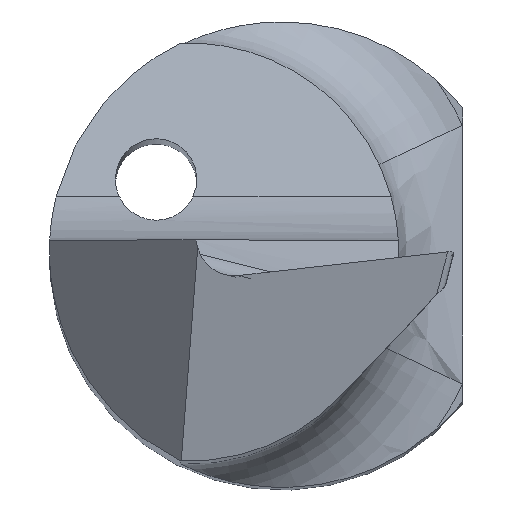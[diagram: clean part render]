
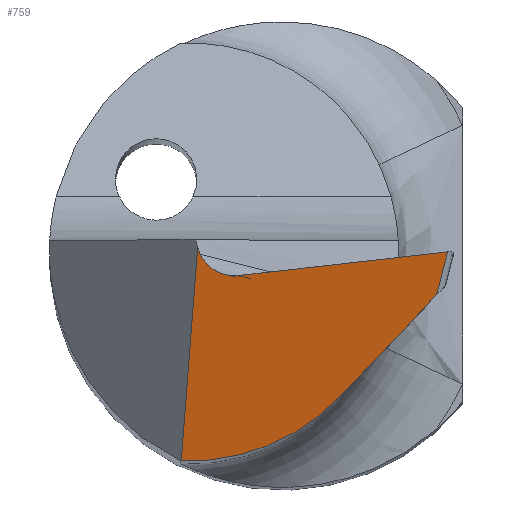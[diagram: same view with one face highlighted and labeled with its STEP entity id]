
A CAD part, top view. The second image highlights one B-rep face of the part: STEP entity #759.
In plain terms, the highlighted planar face has unit normal (-0.122, -0.139, 0.983).
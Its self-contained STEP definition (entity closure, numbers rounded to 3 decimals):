
#37 = EDGE_CURVE ( 'NONE', #69, #921, #477, .T. ) ;
#41 = EDGE_CURVE ( 'NONE', #69, #475, #554, .T. ) ;
#53 = CARTESIAN_POINT ( 'NONE',  ( -0.705, 0.308, 29.779 ) ) ;
#55 =( BOUNDED_CURVE ( )  B_SPLINE_CURVE ( 3, ( #751, #386, #472, #524 ),
 .UNSPECIFIED., .F., .F. ) 
 B_SPLINE_CURVE_WITH_KNOTS ( ( 4, 4 ),
 ( 4.75, 5.599 ),
 .UNSPECIFIED. ) 
 CURVE ( )  GEOMETRIC_REPRESENTATION_ITEM ( )  RATIONAL_B_SPLINE_CURVE ( ( 1., 0.941, 0.941, 1. ) ) 
 REPRESENTATION_ITEM ( '' )  );
#69 = VERTEX_POINT ( 'NONE', #803 ) ;
#94 = EDGE_LOOP ( 'NONE', ( #812, #463, #279, #158, #376, #944, #903 ) ) ;
#98 = VERTEX_POINT ( 'NONE', #568 ) ;
#109 = DIRECTION ( 'NONE',  ( 0.243, 0.956, 0.166 ) ) ;
#115 = PLANE ( 'NONE',  #613 ) ;
#129 = EDGE_CURVE ( 'NONE', #342, #557, #879, .T. ) ;
#145 = VECTOR ( 'NONE', #547, 1000. ) ;
#158 = ORIENTED_EDGE ( 'NONE', *, *, #251, .F. ) ;
#188 = FACE_OUTER_BOUND ( 'NONE', #94, .T. ) ;
#251 = EDGE_CURVE ( 'NONE', #747, #98, #866, .T. ) ;
#261 = CARTESIAN_POINT ( 'NONE',  ( 1.461, -0.233, 29.972 ) ) ;
#279 = ORIENTED_EDGE ( 'NONE', *, *, #774, .F. ) ;
#307 = CARTESIAN_POINT ( 'NONE',  ( -0.702, -0.024, 29.732 ) ) ;
#316 = VECTOR ( 'NONE', #350, 1000. ) ;
#319 = VECTOR ( 'NONE', #928, 1000. ) ;
#324 = LINE ( 'NONE', #545, #319 ) ;
#337 = DIRECTION ( 'NONE',  ( 0., -0.99, -0.14 ) ) ;
#342 = VERTEX_POINT ( 'NONE', #877 ) ;
#350 = DIRECTION ( 'NONE',  ( -0.076, -0.986, -0.149 ) ) ;
#352 =( BOUNDED_CURVE ( )  B_SPLINE_CURVE ( 3, ( #459, #612, #666, #452 ),
 .UNSPECIFIED., .F., .F. ) 
 B_SPLINE_CURVE_WITH_KNOTS ( ( 4, 4 ),
 ( 5.292, 5.293 ),
 .UNSPECIFIED. ) 
 CURVE ( )  GEOMETRIC_REPRESENTATION_ITEM ( )  RATIONAL_B_SPLINE_CURVE ( ( 1., 1., 1., 1. ) ) 
 REPRESENTATION_ITEM ( '' )  );
#376 = ORIENTED_EDGE ( 'NONE', *, *, #479, .F. ) ;
#377 = CARTESIAN_POINT ( 'NONE',  ( 0.506, -1.239, 29.711 ) ) ;
#380 = CARTESIAN_POINT ( 'NONE',  ( -0.867, -1.799, 29.461 ) ) ;
#386 = CARTESIAN_POINT ( 'NONE',  ( 0.144, -1.62, 29.612 ) ) ;
#431 = CARTESIAN_POINT ( 'NONE',  ( -0.38, -0.207, 29.747 ) ) ;
#452 = CARTESIAN_POINT ( 'NONE',  ( -0.702, -0.024, 29.732 ) ) ;
#453 = CARTESIAN_POINT ( 'NONE',  ( -0.512, -0.198, 29.732 ) ) ;
#459 = CARTESIAN_POINT ( 'NONE',  ( -0.726, 0.033, 29.738 ) ) ;
#463 = ORIENTED_EDGE ( 'NONE', *, *, #41, .T. ) ;
#472 = CARTESIAN_POINT ( 'NONE',  ( -0.342, -1.818, 29.523 ) ) ;
#473 = DIRECTION ( 'NONE',  ( -0.122, -0.139, 0.983 ) ) ;
#475 = VERTEX_POINT ( 'NONE', #963 ) ;
#477 = LINE ( 'NONE', #261, #145 ) ;
#479 = EDGE_CURVE ( 'NONE', #342, #747, #352, .T. ) ;
#505 = EDGE_CURVE ( 'NONE', #921, #557, #55, .T. ) ;
#524 = CARTESIAN_POINT ( 'NONE',  ( -0.867, -1.799, 29.461 ) ) ;
#545 = CARTESIAN_POINT ( 'NONE',  ( 50.758, 5.567, 36.936 ) ) ;
#547 = DIRECTION ( 'NONE',  ( -0.676, -0.713, -0.185 ) ) ;
#554 = LINE ( 'NONE', #841, #871 ) ;
#557 = VERTEX_POINT ( 'NONE', #380 ) ;
#568 = CARTESIAN_POINT ( 'NONE',  ( -0.38, -0.207, 29.747 ) ) ;
#595 = CARTESIAN_POINT ( 'NONE',  ( -0.627, -0.134, 29.726 ) ) ;
#608 = CARTESIAN_POINT ( 'NONE',  ( -0.677, -0.086, 29.727 ) ) ;
#612 = CARTESIAN_POINT ( 'NONE',  ( -0.718, 0.014, 29.736 ) ) ;
#613 = AXIS2_PLACEMENT_3D ( 'NONE', #913, #473, #337 ) ;
#629 = CARTESIAN_POINT ( 'NONE',  ( -0.702, -0.024, 29.732 ) ) ;
#666 = CARTESIAN_POINT ( 'NONE',  ( -0.71, -0.005, 29.734 ) ) ;
#733 = CARTESIAN_POINT ( 'NONE',  ( -0.445, -0.214, 29.738 ) ) ;
#747 = VERTEX_POINT ( 'NONE', #629 ) ;
#751 = CARTESIAN_POINT ( 'NONE',  ( 0.506, -1.239, 29.711 ) ) ;
#759 = ADVANCED_FACE ( 'NONE', ( #188 ), #115, .T. ) ;
#774 = EDGE_CURVE ( 'NONE', #98, #475, #324, .T. ) ;
#803 = CARTESIAN_POINT ( 'NONE',  ( 1.328, -0.372, 29.936 ) ) ;
#812 = ORIENTED_EDGE ( 'NONE', *, *, #37, .F. ) ;
#841 = CARTESIAN_POINT ( 'NONE',  ( 1.452, 0.114, 30.02 ) ) ;
#866 = B_SPLINE_CURVE_WITH_KNOTS ( 'NONE', 3,
 ( #307, #608, #595, #453, #733, #431 ),
 .UNSPECIFIED., .F., .F.,
 ( 4, 2, 4 ),
 ( 0., 0., 0. ),
 .UNSPECIFIED. ) ;
#871 = VECTOR ( 'NONE', #109, 1000. ) ;
#877 = CARTESIAN_POINT ( 'NONE',  ( -0.726, 0.033, 29.738 ) ) ;
#879 = LINE ( 'NONE', #53, #316 ) ;
#903 = ORIENTED_EDGE ( 'NONE', *, *, #505, .F. ) ;
#913 = CARTESIAN_POINT ( 'NONE',  ( 1.505, 0.1, 30.025 ) ) ;
#921 = VERTEX_POINT ( 'NONE', #377 ) ;
#928 = DIRECTION ( 'NONE',  ( 0.984, 0.111, 0.138 ) ) ;
#944 = ORIENTED_EDGE ( 'NONE', *, *, #129, .T. ) ;
#963 = CARTESIAN_POINT ( 'NONE',  ( 1.422, -0.003, 30. ) ) ;
